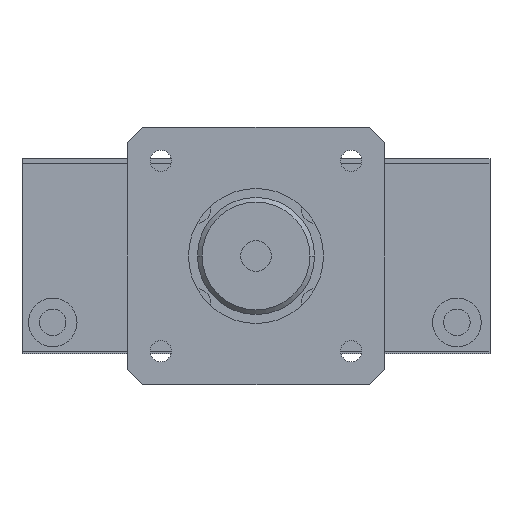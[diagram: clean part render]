
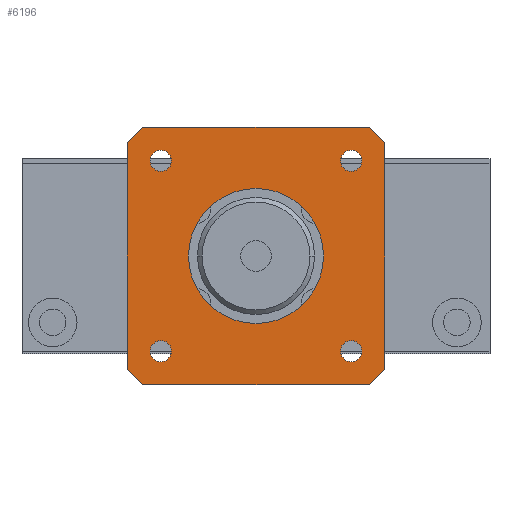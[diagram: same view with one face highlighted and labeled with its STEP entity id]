
A CAD part, front view. The second image highlights one B-rep face of the part: STEP entity #6196.
In plain terms, the highlighted planar face has unit normal (0, -1, 0).
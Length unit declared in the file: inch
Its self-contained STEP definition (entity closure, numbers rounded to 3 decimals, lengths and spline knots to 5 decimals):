
#4765=CARTESIAN_POINT('',(-0.542,-0.125,-0.61));
#4766=VERTEX_POINT('',#4765);
#4782=CARTESIAN_POINT('',(-0.678,-0.125,-0.61));
#4783=VERTEX_POINT('',#4782);
#4790=CARTESIAN_POINT('',(-0.61,-0.125,-0.61));
#4791=DIRECTION('',(0.0,1.0,0.0));
#4792=DIRECTION('',(1.0,0.0,0.0));
#4793=AXIS2_PLACEMENT_3D('',#4790,#4791,#4792);
#4794=CIRCLE('',#4793,0.068);
#4795=EDGE_CURVE('',#4766,#4783,#4794,.T.);
#4828=CARTESIAN_POINT('',(0.678,-0.125,0.61));
#4829=VERTEX_POINT('',#4828);
#4845=CARTESIAN_POINT('',(0.542,-0.125,0.61));
#4846=VERTEX_POINT('',#4845);
#4853=CARTESIAN_POINT('',(0.61,-0.125,0.61));
#4854=DIRECTION('',(0.0,1.0,0.0));
#4855=DIRECTION('',(1.0,0.0,0.0));
#4856=AXIS2_PLACEMENT_3D('',#4853,#4854,#4855);
#4857=CIRCLE('',#4856,0.068);
#4858=EDGE_CURVE('',#4829,#4846,#4857,.T.);
#4891=CARTESIAN_POINT('',(0.678,-0.125,-0.61));
#4892=VERTEX_POINT('',#4891);
#4908=CARTESIAN_POINT('',(0.542,-0.125,-0.61));
#4909=VERTEX_POINT('',#4908);
#4916=CARTESIAN_POINT('',(0.61,-0.125,-0.61));
#4917=DIRECTION('',(0.0,1.0,0.0));
#4918=DIRECTION('',(1.0,0.0,0.0));
#4919=AXIS2_PLACEMENT_3D('',#4916,#4917,#4918);
#4920=CIRCLE('',#4919,0.068);
#4921=EDGE_CURVE('',#4892,#4909,#4920,.T.);
#4954=CARTESIAN_POINT('',(-0.542,-0.125,0.61));
#4955=VERTEX_POINT('',#4954);
#4971=CARTESIAN_POINT('',(-0.678,-0.125,0.61));
#4972=VERTEX_POINT('',#4971);
#4979=CARTESIAN_POINT('',(-0.61,-0.125,0.61));
#4980=DIRECTION('',(0.0,1.0,0.0));
#4981=DIRECTION('',(1.0,0.0,0.0));
#4982=AXIS2_PLACEMENT_3D('',#4979,#4980,#4981);
#4983=CIRCLE('',#4982,0.068);
#4984=EDGE_CURVE('',#4955,#4972,#4983,.T.);
#4994=CARTESIAN_POINT('',(-0.433,-0.125,0.));
#4995=VERTEX_POINT('',#4994);
#5004=CARTESIAN_POINT('',(0.433,-0.125,0.));
#5005=VERTEX_POINT('',#5004);
#5006=CARTESIAN_POINT('',(0.0,-0.125,0.));
#5007=DIRECTION('',(0.0,1.0,0.0));
#5008=DIRECTION('',(-1.0,0.0,0.0));
#5009=AXIS2_PLACEMENT_3D('',#5006,#5007,#5008);
#5010=CIRCLE('',#5009,0.433);
#5011=EDGE_CURVE('',#5005,#4995,#5010,.T.);
#5411=CARTESIAN_POINT('',(0.0,-0.125,0.));
#5412=DIRECTION('',(0.0,1.0,0.0));
#5413=DIRECTION('',(-1.0,0.0,0.0));
#5414=AXIS2_PLACEMENT_3D('',#5411,#5412,#5413);
#5415=CIRCLE('',#5414,0.433);
#5416=EDGE_CURVE('',#4995,#5005,#5415,.T.);
#5448=CARTESIAN_POINT('',(-0.61,-0.125,0.61));
#5449=DIRECTION('',(0.0,1.0,0.0));
#5450=DIRECTION('',(1.0,0.0,0.0));
#5451=AXIS2_PLACEMENT_3D('',#5448,#5449,#5450);
#5452=CIRCLE('',#5451,0.068);
#5453=EDGE_CURVE('',#4972,#4955,#5452,.T.);
#5487=CARTESIAN_POINT('',(0.61,-0.125,-0.61));
#5488=DIRECTION('',(0.0,1.0,0.0));
#5489=DIRECTION('',(1.0,0.0,0.0));
#5490=AXIS2_PLACEMENT_3D('',#5487,#5488,#5489);
#5491=CIRCLE('',#5490,0.068);
#5492=EDGE_CURVE('',#4909,#4892,#5491,.T.);
#5526=CARTESIAN_POINT('',(0.61,-0.125,0.61));
#5527=DIRECTION('',(0.0,1.0,0.0));
#5528=DIRECTION('',(1.0,0.0,0.0));
#5529=AXIS2_PLACEMENT_3D('',#5526,#5527,#5528);
#5530=CIRCLE('',#5529,0.068);
#5531=EDGE_CURVE('',#4846,#4829,#5530,.T.);
#5565=CARTESIAN_POINT('',(-0.61,-0.125,-0.61));
#5566=DIRECTION('',(0.0,1.0,0.0));
#5567=DIRECTION('',(1.0,0.0,0.0));
#5568=AXIS2_PLACEMENT_3D('',#5565,#5566,#5567);
#5569=CIRCLE('',#5568,0.068);
#5570=EDGE_CURVE('',#4783,#4766,#5569,.T.);
#5975=CARTESIAN_POINT('',(-0.825,-0.125,-0.725));
#5976=VERTEX_POINT('',#5975);
#5983=CARTESIAN_POINT('',(-0.825,-0.125,0.725));
#5984=VERTEX_POINT('',#5983);
#5985=CARTESIAN_POINT('',(-0.825,-0.125,0.725));
#5986=DIRECTION('',(0.0,0.0,-1.0));
#5987=VECTOR('',#5986,1.45);
#5988=LINE('',#5985,#5987);
#5989=EDGE_CURVE('',#5984,#5976,#5988,.T.);
#6006=CARTESIAN_POINT('',(-0.725,-0.125,-0.825));
#6007=VERTEX_POINT('',#6006);
#6014=CARTESIAN_POINT('',(-0.825,-0.125,-0.725));
#6015=DIRECTION('',(0.707,0.0,-0.707));
#6016=VECTOR('',#6015,0.14142);
#6017=LINE('',#6014,#6016);
#6018=EDGE_CURVE('',#5976,#6007,#6017,.T.);
#6030=CARTESIAN_POINT('',(0.725,-0.125,-0.825));
#6031=VERTEX_POINT('',#6030);
#6038=CARTESIAN_POINT('',(-0.725,-0.125,-0.825));
#6039=DIRECTION('',(1.0,0.0,0.0));
#6040=VECTOR('',#6039,1.45);
#6041=LINE('',#6038,#6040);
#6042=EDGE_CURVE('',#6007,#6031,#6041,.T.);
#6054=CARTESIAN_POINT('',(0.825,-0.125,-0.725));
#6055=VERTEX_POINT('',#6054);
#6062=CARTESIAN_POINT('',(0.725,-0.125,-0.825));
#6063=DIRECTION('',(0.707,0.0,0.707));
#6064=VECTOR('',#6063,0.14142);
#6065=LINE('',#6062,#6064);
#6066=EDGE_CURVE('',#6031,#6055,#6065,.T.);
#6078=CARTESIAN_POINT('',(0.825,-0.125,0.725));
#6079=VERTEX_POINT('',#6078);
#6086=CARTESIAN_POINT('',(0.825,-0.125,-0.725));
#6087=DIRECTION('',(0.0,0.0,1.0));
#6088=VECTOR('',#6087,1.45);
#6089=LINE('',#6086,#6088);
#6090=EDGE_CURVE('',#6055,#6079,#6089,.T.);
#6102=CARTESIAN_POINT('',(0.725,-0.125,0.825));
#6103=VERTEX_POINT('',#6102);
#6110=CARTESIAN_POINT('',(0.825,-0.125,0.725));
#6111=DIRECTION('',(-0.707,0.0,0.707));
#6112=VECTOR('',#6111,0.14142);
#6113=LINE('',#6110,#6112);
#6114=EDGE_CURVE('',#6079,#6103,#6113,.T.);
#6126=CARTESIAN_POINT('',(-0.725,-0.125,0.825));
#6127=VERTEX_POINT('',#6126);
#6134=CARTESIAN_POINT('',(0.725,-0.125,0.825));
#6135=DIRECTION('',(-1.0,0.0,0.0));
#6136=VECTOR('',#6135,1.45);
#6137=LINE('',#6134,#6136);
#6138=EDGE_CURVE('',#6103,#6127,#6137,.T.);
#6151=CARTESIAN_POINT('',(-0.725,-0.125,0.825));
#6152=DIRECTION('',(-0.707,0.0,-0.707));
#6153=VECTOR('',#6152,0.14142);
#6154=LINE('',#6151,#6153);
#6155=EDGE_CURVE('',#6127,#5984,#6154,.T.);
#6161=CARTESIAN_POINT('',(0.,-0.125,0.));
#6162=DIRECTION('',(0.0,1.0,0.0));
#6163=DIRECTION('',(0.0,0.0,1.0));
#6164=AXIS2_PLACEMENT_3D('',#6161,#6162,#6163);
#6165=PLANE('',#6164);
#6166=ORIENTED_EDGE('',*,*,#6155,.T.);
#6167=ORIENTED_EDGE('',*,*,#5989,.T.);
#6168=ORIENTED_EDGE('',*,*,#6018,.T.);
#6169=ORIENTED_EDGE('',*,*,#6042,.T.);
#6170=ORIENTED_EDGE('',*,*,#6066,.T.);
#6171=ORIENTED_EDGE('',*,*,#6090,.T.);
#6172=ORIENTED_EDGE('',*,*,#6114,.T.);
#6173=ORIENTED_EDGE('',*,*,#6138,.T.);
#6174=EDGE_LOOP('',(#6166,#6167,#6168,#6169,#6170,#6171,#6172,#6173));
#6175=FACE_OUTER_BOUND('',#6174,.T.);
#6176=ORIENTED_EDGE('',*,*,#5011,.T.);
#6177=ORIENTED_EDGE('',*,*,#5416,.T.);
#6178=EDGE_LOOP('',(#6176,#6177));
#6179=FACE_BOUND('',#6178,.T.);
#6180=ORIENTED_EDGE('',*,*,#4984,.T.);
#6181=ORIENTED_EDGE('',*,*,#5453,.T.);
#6182=EDGE_LOOP('',(#6180,#6181));
#6183=FACE_BOUND('',#6182,.T.);
#6184=ORIENTED_EDGE('',*,*,#4921,.T.);
#6185=ORIENTED_EDGE('',*,*,#5492,.T.);
#6186=EDGE_LOOP('',(#6184,#6185));
#6187=FACE_BOUND('',#6186,.T.);
#6188=ORIENTED_EDGE('',*,*,#4858,.T.);
#6189=ORIENTED_EDGE('',*,*,#5531,.T.);
#6190=EDGE_LOOP('',(#6188,#6189));
#6191=FACE_BOUND('',#6190,.T.);
#6192=ORIENTED_EDGE('',*,*,#4795,.T.);
#6193=ORIENTED_EDGE('',*,*,#5570,.T.);
#6194=EDGE_LOOP('',(#6192,#6193));
#6195=FACE_BOUND('',#6194,.T.);
#6196=ADVANCED_FACE('',(#6175,#6179,#6183,#6187,#6191,#6195),#6165,.F.);
